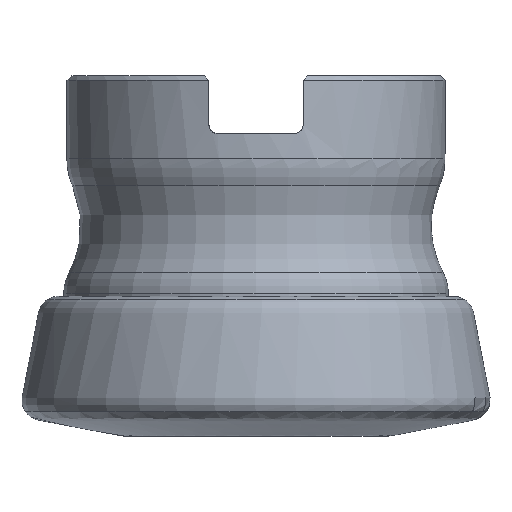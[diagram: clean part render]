
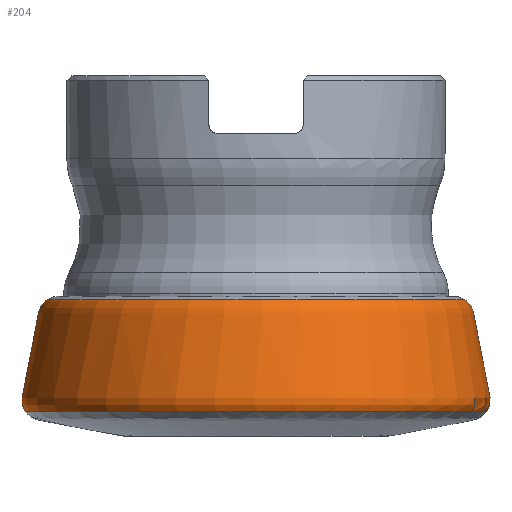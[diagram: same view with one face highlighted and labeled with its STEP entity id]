
A CAD part, front view. The second image highlights one B-rep face of the part: STEP entity #204.
In plain terms, the highlighted face is a revolution surface.
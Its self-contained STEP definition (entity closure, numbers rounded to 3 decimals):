
#204=ADVANCED_FACE('',(#288,#289),#245,.F.);
#245=SURFACE_OF_REVOLUTION('',#255,#250);
#250=AXIS1_PLACEMENT('',#1123,#889);
#255=B_SPLINE_CURVE_WITH_KNOTS('',3,(#1111,#1112,#1113,#1114,#1115,#1116,
#1117,#1118,#1119,#1120,#1121,#1122),.UNSPECIFIED.,.F.,.F.,(4,2,1,2,1,2,
4),(0.,0.14,0.32,0.5,0.68,
0.86,1.),.UNSPECIFIED.);
#288=FACE_BOUND('',#330,.T.);
#289=FACE_BOUND('',#331,.T.);
#330=EDGE_LOOP('',(#392));
#331=EDGE_LOOP('',(#393));
#392=ORIENTED_EDGE('',*,*,#598,.T.);
#393=ORIENTED_EDGE('',*,*,#597,.F.);
#541=VERTEX_POINT('',#1095);
#542=VERTEX_POINT('',#1110);
#597=EDGE_CURVE('',#541,#541,#673,.T.);
#598=EDGE_CURVE('',#542,#542,#674,.T.);
#673=CIRCLE('',#796,25.597);
#674=CIRCLE('',#797,23.183);
#796=AXIS2_PLACEMENT_3D('',#1094,#884,#885);
#797=AXIS2_PLACEMENT_3D('',#1109,#887,#888);
#884=DIRECTION('',(0.,0.,-1.));
#885=DIRECTION('',(-1.,0.,0.));
#887=DIRECTION('',(0.,0.,-1.));
#888=DIRECTION('',(-1.,0.,0.));
#889=DIRECTION('',(0.,0.,-1.));
#1094=CARTESIAN_POINT('',(0.,0.,-37.259));
#1095=CARTESIAN_POINT('',(-25.597,0.,-37.259));
#1109=CARTESIAN_POINT('',(0.,0.,-24.86));
#1110=CARTESIAN_POINT('',(-23.183,0.,-24.86));
#1111=CARTESIAN_POINT('',(-25.597,0.199,-37.259));
#1112=CARTESIAN_POINT('',(-25.93,0.132,-36.755));
#1113=CARTESIAN_POINT('',(-26.053,0.068,-36.132));
#1114=CARTESIAN_POINT('',(-25.787,-0.032,-34.77));
#1115=CARTESIAN_POINT('',(-25.487,-0.145,-33.237));
#1116=CARTESIAN_POINT('',(-25.187,-0.259,-31.703));
#1117=CARTESIAN_POINT('',(-24.887,-0.372,-30.169));
#1118=CARTESIAN_POINT('',(-24.587,-0.485,-28.636));
#1119=CARTESIAN_POINT('',(-24.288,-0.598,-27.102));
#1120=CARTESIAN_POINT('',(-24.021,-0.699,-25.74));
#1121=CARTESIAN_POINT('',(-23.671,-0.721,-25.207));
#1122=CARTESIAN_POINT('',(-23.172,-0.716,-24.86));
#1123=CARTESIAN_POINT('',(0.,0.,0.));
